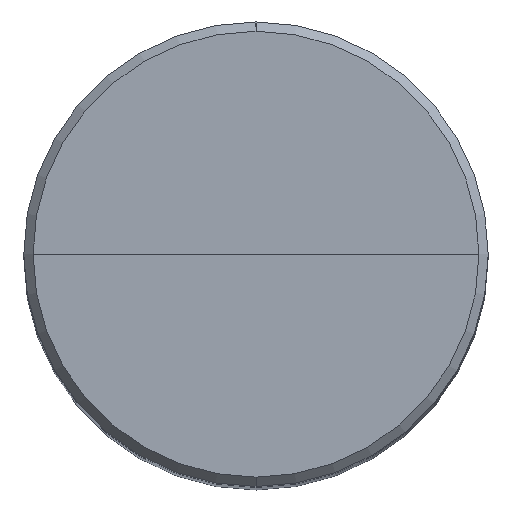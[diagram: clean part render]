
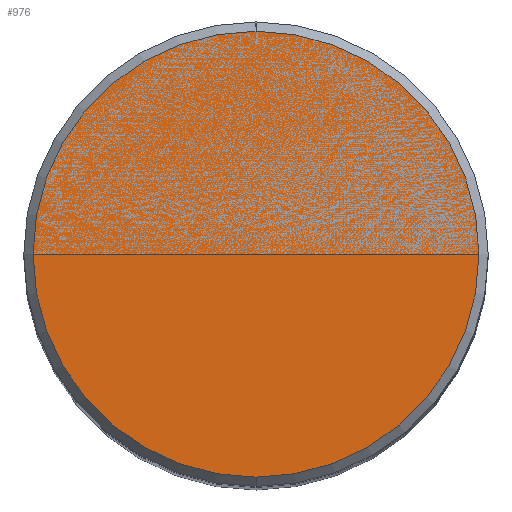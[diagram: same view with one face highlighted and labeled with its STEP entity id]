
A CAD part, top view. The second image highlights one B-rep face of the part: STEP entity #976.
In plain terms, the highlighted planar face has unit normal (0, 0, 1).
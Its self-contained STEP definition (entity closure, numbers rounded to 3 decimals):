
#877=CARTESIAN_POINT('',(0.,0.,82.));
#878=DIRECTION('',(0.,0.,-1.));
#879=DIRECTION('',(0.,-1.,0.));
#880=AXIS2_PLACEMENT_3D('',#877,#878,#879);
#885=CARTESIAN_POINT('',(0.,0.,82.));
#886=DIRECTION('',(0.,0.,-1.));
#887=DIRECTION('',(0.,1.,0.));
#888=AXIS2_PLACEMENT_3D('',#885,#886,#887);
#961=CARTESIAN_POINT('',(0.,-8.64,82.));
#962=CARTESIAN_POINT('',(0.,8.64,82.));
#963=VERTEX_POINT('',#961);
#964=VERTEX_POINT('',#962);
#965=CARTESIAN_POINT('',(0.,0.,82.));
#966=DIRECTION('',(0.,0.,1.));
#967=DIRECTION('',(0.,-1.,0.));
#968=AXIS2_PLACEMENT_3D('',#965,#966,#967);
#969=PLANE('',#968);
#971=ORIENTED_EDGE('',*,*,#970,.T.);
#973=ORIENTED_EDGE('',*,*,#972,.T.);
#974=EDGE_LOOP('',(#971,#973));
#975=FACE_OUTER_BOUND('',#974,.F.);
#881=CIRCLE('',#880,8.64);
#889=CIRCLE('',#888,8.64);
#970=EDGE_CURVE('',#963,#964,#881,.T.);
#972=EDGE_CURVE('',#964,#963,#889,.T.);
#976=ADVANCED_FACE('',(#975),#969,.T.);
